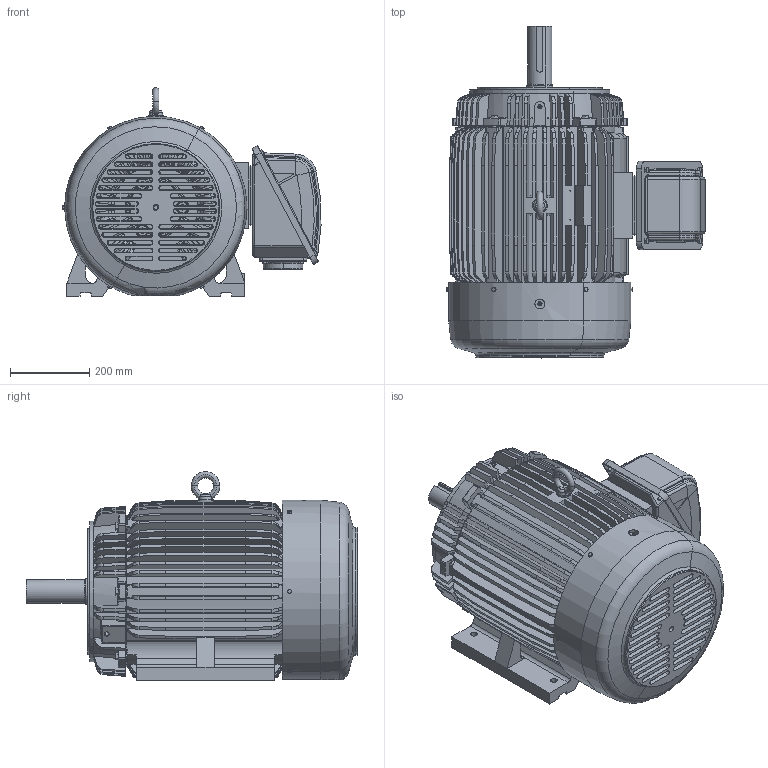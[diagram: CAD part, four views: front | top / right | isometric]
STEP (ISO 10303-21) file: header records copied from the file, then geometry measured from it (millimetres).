
FILE_DESCRIPTION(('CATIA V5 STEP Exchange'),'2;1');
FILE_NAME('364T-HV-CF_AllCATPart.stp','2012-08-25T03:43:04+00:00',('none'),('none'),'CATIA Version 5 Release 19 SP 9 (IN-10)','CATIA V5 STEP AP203','none');
FILE_SCHEMA(('CONFIG_CONTROL_DESIGN'));
Length unit declared in the file: millimetre
Products named in the file (1): 364T-HV-CF_AllCATPart
Bounding box: 652.67 x 839.35 x 528 mm (x, y, z)
Volume: 28796215.5 mm3; surface area: 5322959.8 mm2
Topology: 49 solids, 49 shells, 3940 faces, 10799 edges, 7014 vertices
Faces by surface type: plane 1430, cylinder 913, torus 846, cone 691, sphere 34, bspline 26
Entity records: 129068 total; most frequent: CARTESIAN_POINT 42939, ORIENTED_EDGE 21522, DIRECTION 11725, EDGE_CURVE 10761, VERTEX_POINT 7014, AXIS2_PLACEMENT_3D 6060, EDGE_LOOP 4255, CIRCLE 4020
